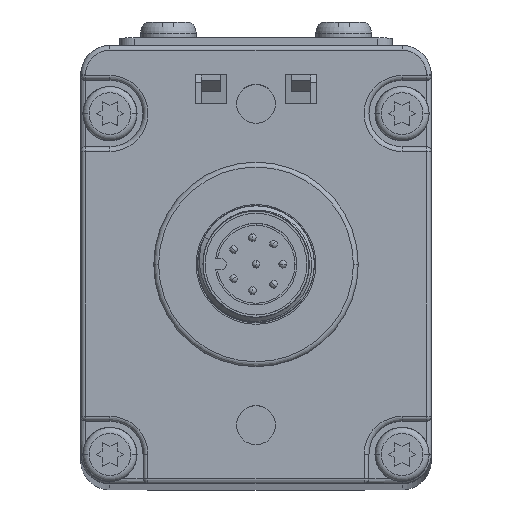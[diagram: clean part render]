
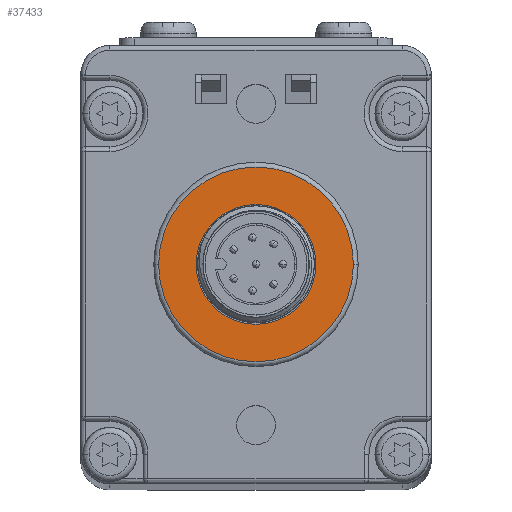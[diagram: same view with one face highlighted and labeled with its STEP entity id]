
A CAD part, top view. The second image highlights one B-rep face of the part: STEP entity #37433.
In plain terms, the highlighted planar face has unit normal (0, 0, 1).
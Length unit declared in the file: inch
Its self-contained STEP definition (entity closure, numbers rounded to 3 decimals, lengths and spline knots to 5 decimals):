
#13480=CARTESIAN_POINT('',(0.,0.88583,0.15748));
#13481=DIRECTION('',(0.,0.,1.));
#13482=DIRECTION('',(1.,0.,0.));
#13483=AXIS2_PLACEMENT_3D('',#13480,#13481,#13482);
#13495=CARTESIAN_POINT('',(0.,0.88583,0.15748));
#13496=DIRECTION('',(0.,0.,1.));
#13497=DIRECTION('',(1.,0.,0.));
#13498=AXIS2_PLACEMENT_3D('',#13495,#13496,#13497);
#13500=CARTESIAN_POINT('',(0.,0.88583,0.15748));
#13501=DIRECTION('',(0.,0.,1.));
#13502=DIRECTION('',(-1.,0.,0.));
#13503=AXIS2_PLACEMENT_3D('',#13500,#13501,#13502);
#13505=CARTESIAN_POINT('',(0.,0.88583,0.15748));
#13506=DIRECTION('',(0.,0.,1.));
#13507=DIRECTION('',(-1.,0.,0.));
#13508=AXIS2_PLACEMENT_3D('',#13505,#13506,#13507);
#17002=CARTESIAN_POINT('',(0.24213,0.88583,
0.15748));
#17003=CARTESIAN_POINT('',(-0.24213,0.88583,
0.15748));
#17004=VERTEX_POINT('',#17002);
#17005=VERTEX_POINT('',#17003);
#17278=CARTESIAN_POINT('',(0.3937,0.88583,
0.15748));
#17279=CARTESIAN_POINT('',(-0.3937,0.88583,
0.15748));
#17280=VERTEX_POINT('',#17278);
#17281=VERTEX_POINT('',#17279);
#37417=CARTESIAN_POINT('',(0.,0.,0.15748));
#37418=DIRECTION('',(0.,0.,1.));
#37419=DIRECTION('',(1.,0.,0.));
#37420=AXIS2_PLACEMENT_3D('',#37417,#37418,#37419);
#37421=PLANE('',#37420);
#37422=ORIENTED_EDGE('',*,*,#37407,.F.);
#37424=ORIENTED_EDGE('',*,*,#37423,.F.);
#37425=EDGE_LOOP('',(#37422,#37424));
#37426=FACE_OUTER_BOUND('',#37425,.F.);
#37428=ORIENTED_EDGE('',*,*,#37427,.T.);
#37430=ORIENTED_EDGE('',*,*,#37429,.T.);
#37431=EDGE_LOOP('',(#37428,#37430));
#37432=FACE_BOUND('',#37431,.F.);
#37433=ADVANCED_FACE('',(#37426,#37432),#37421,.T.);
#13484=CIRCLE('',#13483,0.3937);
#13499=CIRCLE('',#13498,0.24213);
#13504=CIRCLE('',#13503,0.24213);
#13509=CIRCLE('',#13508,0.3937);
#37407=EDGE_CURVE('',#17280,#17281,#13484,.T.);
#37423=EDGE_CURVE('',#17281,#17280,#13509,.T.);
#37427=EDGE_CURVE('',#17004,#17005,#13499,.T.);
#37429=EDGE_CURVE('',#17005,#17004,#13504,.T.);
